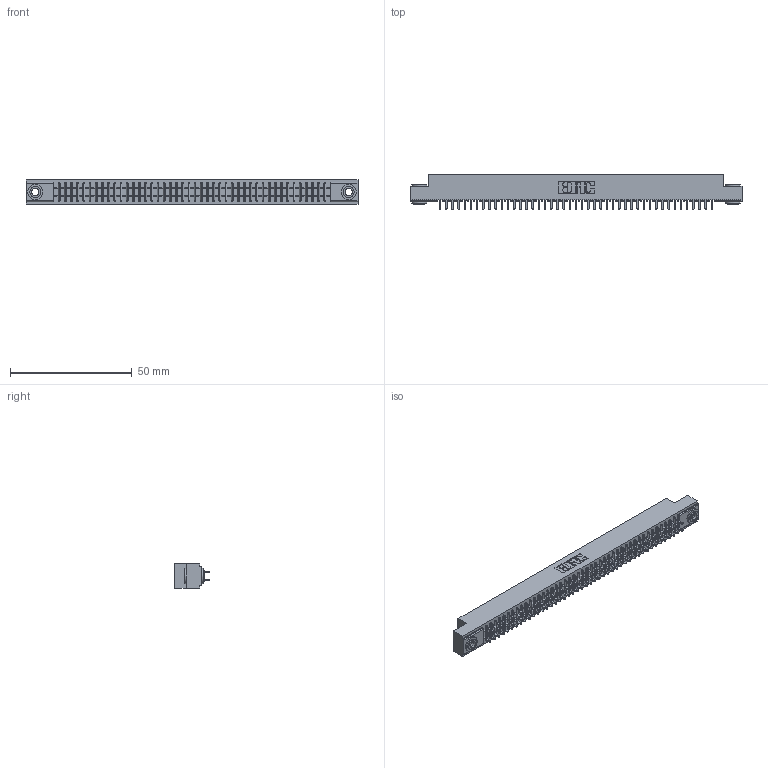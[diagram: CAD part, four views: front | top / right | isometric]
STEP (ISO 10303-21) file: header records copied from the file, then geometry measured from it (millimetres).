
FILE_DESCRIPTION (( 'STEP AP203' ), '1' );
FILE_NAME ('341-090-520-203.STEP', '2018-08-07T23:58:09', ( '' ), ( '' ), 'SwSTEP 2.0', 'SolidWorks 2016', '' );
FILE_SCHEMA (( 'CONFIG_CONTROL_DESIGN' ));
Length unit declared in the file: inch
Products named in the file (4): 341-090-520-203; 341 Part_.156 (3.96) Dia Mounting Holes; 341-292-001_341-292-120; 345-250-002_345-250-002-102
Assembly tree (93 placements, depth 2):
  341-090-520-203
    341 Part_.156 (3.96) Dia Mounting Holes
    341-292-001_341-292-120  x90
    345-250-002_345-250-002-102  x2
Bounding box: 136.53 x 14.27 x 10.16 mm (x, y, z)
Volume: 10089.1 mm3; surface area: 18164 mm2
Topology: 93 solids, 93 shells, 6108 faces, 17663 edges, 11438 vertices
Faces by surface type: plane 3692, cylinder 2228, sphere 92, torus 88, cone 8
Entity records: 55125 total; most frequent: CARTESIAN_POINT 9144, ORIENTED_EDGE 9078, DIRECTION 8887, EDGE_CURVE 4539, VECTOR 3661, LINE 3661, VERTEX_POINT 2870, AXIS2_PLACEMENT_3D 2613
